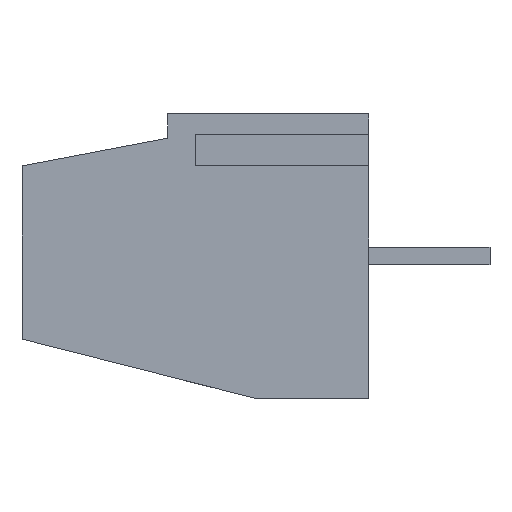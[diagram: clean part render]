
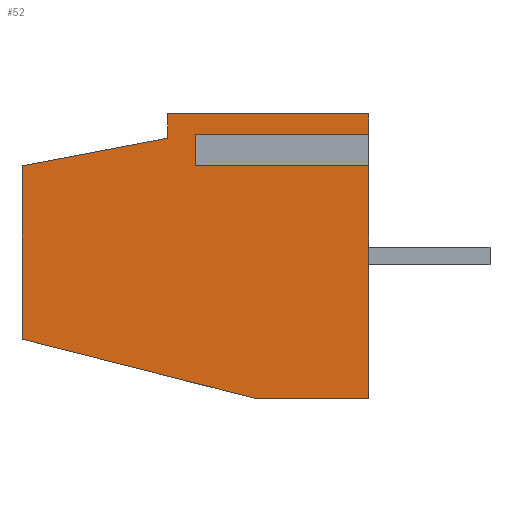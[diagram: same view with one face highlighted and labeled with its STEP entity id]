
A CAD part, left-side view. The second image highlights one B-rep face of the part: STEP entity #52.
In plain terms, the highlighted planar face has unit normal (-1, 0, 0).
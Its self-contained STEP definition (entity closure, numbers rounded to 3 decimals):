
#52=ADVANCED_FACE('',(#162),#163,.F.);
#162=FACE_OUTER_BOUND('',#377,.T.);
#163=PLANE('',#378);
#377=EDGE_LOOP('',(#640,#641,#642,#643,#644,#645,#646,#647,#648,#649,#650));
#378=AXIS2_PLACEMENT_3D('',#651,#652,#653);
#640=ORIENTED_EDGE('',*,*,#1468,.F.);
#641=ORIENTED_EDGE('',*,*,#1469,.F.);
#642=ORIENTED_EDGE('',*,*,#1470,.F.);
#643=ORIENTED_EDGE('',*,*,#1471,.F.);
#644=ORIENTED_EDGE('',*,*,#1472,.F.);
#645=ORIENTED_EDGE('',*,*,#1473,.F.);
#646=ORIENTED_EDGE('',*,*,#1474,.F.);
#647=ORIENTED_EDGE('',*,*,#1475,.F.);
#648=ORIENTED_EDGE('',*,*,#1476,.F.);
#649=ORIENTED_EDGE('',*,*,#1477,.T.);
#650=ORIENTED_EDGE('',*,*,#1478,.T.);
#651=CARTESIAN_POINT('',(-7.5,0.0,0.0));
#652=DIRECTION('',(1.0,0.0,0.0));
#653=DIRECTION('',(0.0,1.0,-0.0));
#1468=EDGE_CURVE('',#1774,#1775,#1776,.T.);
#1469=EDGE_CURVE('',#1777,#1774,#1778,.T.);
#1470=EDGE_CURVE('',#1779,#1777,#1780,.T.);
#1471=EDGE_CURVE('',#1781,#1779,#1782,.T.);
#1472=EDGE_CURVE('',#1783,#1781,#1784,.T.);
#1473=EDGE_CURVE('',#1785,#1783,#1786,.T.);
#1474=EDGE_CURVE('',#1787,#1785,#1788,.T.);
#1475=EDGE_CURVE('',#1789,#1787,#1790,.T.);
#1476=EDGE_CURVE('',#1791,#1789,#1792,.T.);
#1477=EDGE_CURVE('',#1791,#1793,#1794,.T.);
#1478=EDGE_CURVE('',#1793,#1775,#1795,.T.);
#1774=VERTEX_POINT('',#2243);
#1775=VERTEX_POINT('',#2244);
#1776=LINE('',#2245,#2246);
#1777=VERTEX_POINT('',#2247);
#1778=LINE('',#2248,#2249);
#1779=VERTEX_POINT('',#2250);
#1780=LINE('',#2251,#2252);
#1781=VERTEX_POINT('',#2253);
#1782=LINE('',#2254,#2255);
#1783=VERTEX_POINT('',#2256);
#1784=LINE('',#2257,#2258);
#1785=VERTEX_POINT('',#2259);
#1786=LINE('',#2260,#2261);
#1787=VERTEX_POINT('',#2262);
#1788=LINE('',#2263,#2264);
#1789=VERTEX_POINT('',#2265);
#1790=LINE('',#2266,#2267);
#1791=VERTEX_POINT('',#2268);
#1792=LINE('',#2269,#2270);
#1793=VERTEX_POINT('',#2271);
#1794=LINE('',#2272,#2273);
#1795=LINE('',#2274,#2275);
#2243=CARTESIAN_POINT('',(-7.5,-5.0,-0.8));
#2244=CARTESIAN_POINT('',(-7.5,0.0,-0.8));
#2245=CARTESIAN_POINT('',(-7.5,-5.0,-0.8));
#2246=VECTOR('',#2910,5.0);
#2247=CARTESIAN_POINT('',(-7.5,-5.0,0.0));
#2248=CARTESIAN_POINT('',(-7.5,-5.0,0.0));
#2249=VECTOR('',#2911,0.8);
#2250=CARTESIAN_POINT('',(-7.5,0.8,0.0));
#2251=CARTESIAN_POINT('',(-7.5,0.8,0.0));
#2252=VECTOR('',#2912,5.8);
#2253=CARTESIAN_POINT('',(-7.5,0.8,-0.7));
#2254=CARTESIAN_POINT('',(-7.5,0.8,-0.7));
#2255=VECTOR('',#2913,0.7);
#2256=CARTESIAN_POINT('',(-7.5,5.0,-1.5));
#2257=CARTESIAN_POINT('',(-7.5,5.0,-1.5));
#2258=VECTOR('',#2914,4.276);
#2259=CARTESIAN_POINT('',(-7.5,5.0,-6.5));
#2260=CARTESIAN_POINT('',(-7.5,5.0,-6.5));
#2261=VECTOR('',#2915,5.0);
#2262=CARTESIAN_POINT('',(-7.5,-1.7,-8.2));
#2263=CARTESIAN_POINT('',(-7.5,-1.7,-8.2));
#2264=VECTOR('',#2916,6.912);
#2265=CARTESIAN_POINT('',(-7.5,-5.0,-8.2));
#2266=CARTESIAN_POINT('',(-7.5,-5.0,-8.2));
#2267=VECTOR('',#2917,3.3);
#2268=CARTESIAN_POINT('',(-7.5,-5.0,-1.3));
#2269=CARTESIAN_POINT('',(-7.5,-5.0,-1.3));
#2270=VECTOR('',#2918,6.9);
#2271=CARTESIAN_POINT('',(-7.5,0.0,-1.3));
#2272=CARTESIAN_POINT('',(-7.5,-5.0,-1.3));
#2273=VECTOR('',#2919,5.0);
#2274=CARTESIAN_POINT('',(-7.5,0.0,-1.3));
#2275=VECTOR('',#2920,0.5);
#2910=DIRECTION('',(0.0,1.0,0.0));
#2911=DIRECTION('',(0.0,0.0,-1.0));
#2912=DIRECTION('',(0.0,-1.0,0.0));
#2913=DIRECTION('',(0.0,0.0,1.0));
#2914=DIRECTION('',(0.0,-0.982,0.187));
#2915=DIRECTION('',(0.0,0.0,1.0));
#2916=DIRECTION('',(0.0,0.969,0.246));
#2917=DIRECTION('',(0.0,1.0,0.0));
#2918=DIRECTION('',(0.0,0.0,-1.0));
#2919=DIRECTION('',(0.0,1.0,0.0));
#2920=DIRECTION('',(0.0,0.0,1.0));
